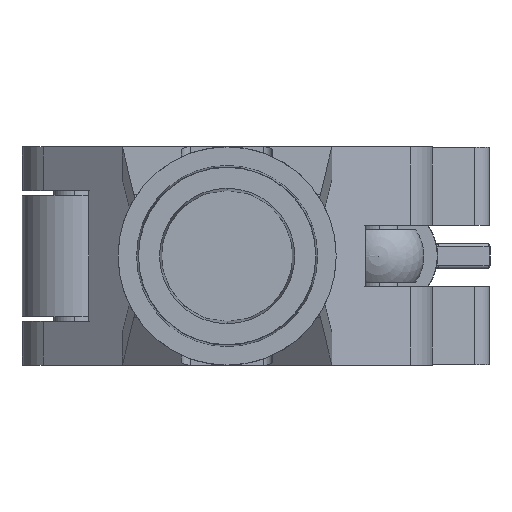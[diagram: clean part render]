
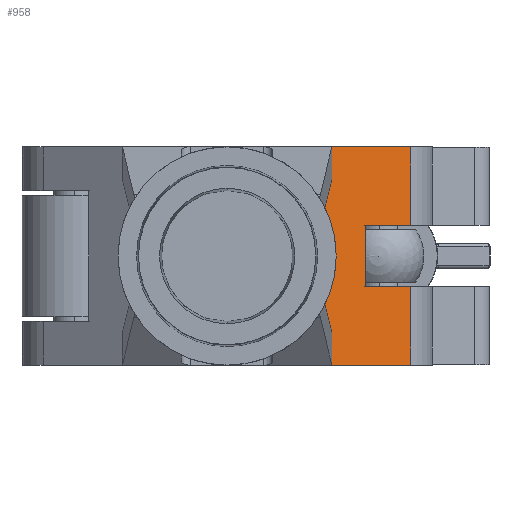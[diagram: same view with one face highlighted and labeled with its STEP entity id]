
A CAD part, front view. The second image highlights one B-rep face of the part: STEP entity #958.
In plain terms, the highlighted face is planar.
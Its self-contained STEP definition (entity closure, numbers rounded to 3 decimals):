
#21 = DIRECTION ( 'NONE',  ( 0., 0., -1. ) ) ;
#56 = ORIENTED_EDGE ( 'NONE', *, *, #2905, .T. ) ;
#59 = CARTESIAN_POINT ( 'NONE',  ( -42.115, -22.663, 25. ) ) ;
#251 = CARTESIAN_POINT ( 'NONE',  ( -19.708, -39.16, 16.412 ) ) ;
#446 = CARTESIAN_POINT ( 'NONE',  ( -24., -36., 25. ) ) ;
#620 = DIRECTION ( 'NONE',  ( 0., 0., -1. ) ) ;
#662 = EDGE_LOOP ( 'NONE', ( #10047, #3105, #4953, #9445, #10098, #4081, #3100, #9236, #6073, #56, #5736, #1462 ) ) ;
#675 = DIRECTION ( 'NONE',  ( 0.787, -0.58, 0.21 ) ) ;
#696 = CARTESIAN_POINT ( 'NONE',  ( -42.115, -22.663, 7. ) ) ;
#718 = LINE ( 'NONE', #696, #8934 ) ;
#729 = VECTOR ( 'NONE', #675, 1000. ) ;
#769 = VECTOR ( 'NONE', #620, 1000. ) ;
#852 = AXIS2_PLACEMENT_3D ( 'NONE', #949, #4260, #9743 ) ;
#933 = EDGE_CURVE ( 'NONE', #7481, #3863, #6616, .T. ) ;
#949 = CARTESIAN_POINT ( 'NONE',  ( -42.115, -22.663, 25. ) ) ;
#958 = ADVANCED_FACE ( 'NONE', ( #2865 ), #9710, .F. ) ;
#1005 = VECTOR ( 'NONE', #2588, 1000. ) ;
#1047 = CARTESIAN_POINT ( 'NONE',  ( -42.115, -22.663, 25. ) ) ;
#1204 = VECTOR ( 'NONE', #8881, 1000. ) ;
#1271 = LINE ( 'NONE', #4558, #2659 ) ;
#1344 = CARTESIAN_POINT ( 'NONE',  ( -42.115, -22.663, 25. ) ) ;
#1462 = ORIENTED_EDGE ( 'NONE', *, *, #9633, .F. ) ;
#1717 = DIRECTION ( 'NONE',  ( 0.787, -0.58, -0.21 ) ) ;
#1764 = DIRECTION ( 'NONE',  ( 0., 0., 1. ) ) ;
#1831 = LINE ( 'NONE', #10104, #4334 ) ;
#1834 = CARTESIAN_POINT ( 'NONE',  ( -42.115, -22.663, -25. ) ) ;
#1882 = EDGE_CURVE ( 'NONE', #3863, #3175, #1831, .T. ) ;
#2196 = DIRECTION ( 'NONE',  ( 0., 0., -1. ) ) ;
#2219 = EDGE_CURVE ( 'NONE', #7044, #5802, #718, .T. ) ;
#2399 = EDGE_CURVE ( 'NONE', #6147, #7069, #7569, .T. ) ;
#2407 = VECTOR ( 'NONE', #21, 1000. ) ;
#2588 = DIRECTION ( 'NONE',  ( 0.805, -0.593, 0. ) ) ;
#2659 = VECTOR ( 'NONE', #7691, 1000. ) ;
#2728 = VERTEX_POINT ( 'NONE', #446 ) ;
#2865 = FACE_OUTER_BOUND ( 'NONE', #662, .T. ) ;
#2881 = VECTOR ( 'NONE', #4462, 1000. ) ;
#2905 = EDGE_CURVE ( 'NONE', #8911, #7044, #4524, .T. ) ;
#3042 = LINE ( 'NONE', #7907, #769 ) ;
#3051 = CARTESIAN_POINT ( 'NONE',  ( -24., -36., 25. ) ) ;
#3060 = CARTESIAN_POINT ( 'NONE',  ( -18.4, -40.123, 16.064 ) ) ;
#3100 = ORIENTED_EDGE ( 'NONE', *, *, #933, .F. ) ;
#3105 = ORIENTED_EDGE ( 'NONE', *, *, #6820, .T. ) ;
#3175 = VERTEX_POINT ( 'NONE', #5153 ) ;
#3505 = LINE ( 'NONE', #1344, #8977 ) ;
#3863 = VERTEX_POINT ( 'NONE', #3060 ) ;
#4081 = ORIENTED_EDGE ( 'NONE', *, *, #1882, .F. ) ;
#4260 = DIRECTION ( 'NONE',  ( 0.593, 0.805, 0. ) ) ;
#4321 = CARTESIAN_POINT ( 'NONE',  ( -42.115, -22.663, 7. ) ) ;
#4334 = VECTOR ( 'NONE', #2196, 1000. ) ;
#4462 = DIRECTION ( 'NONE',  ( 0., 0., -1. ) ) ;
#4483 = VECTOR ( 'NONE', #1717, 1000. ) ;
#4524 = LINE ( 'NONE', #59, #2407 ) ;
#4558 = CARTESIAN_POINT ( 'NONE',  ( -24., -36., 25. ) ) ;
#4656 = CARTESIAN_POINT ( 'NONE',  ( -24., -36., 17.556 ) ) ;
#4953 = ORIENTED_EDGE ( 'NONE', *, *, #2399, .T. ) ;
#4997 = LINE ( 'NONE', #3051, #2881 ) ;
#5153 = CARTESIAN_POINT ( 'NONE',  ( -18.4, -40.123, -16.064 ) ) ;
#5339 = DIRECTION ( 'NONE',  ( 0.805, -0.593, 0. ) ) ;
#5736 = ORIENTED_EDGE ( 'NONE', *, *, #2219, .T. ) ;
#5802 = VERTEX_POINT ( 'NONE', #7468 ) ;
#6073 = ORIENTED_EDGE ( 'NONE', *, *, #8678, .F. ) ;
#6147 = VERTEX_POINT ( 'NONE', #6363 ) ;
#6185 = EDGE_CURVE ( 'NONE', #6186, #3175, #7105, .T. ) ;
#6186 = VERTEX_POINT ( 'NONE', #7959 ) ;
#6363 = CARTESIAN_POINT ( 'NONE',  ( -42.115, -22.663, -25. ) ) ;
#6464 = CARTESIAN_POINT ( 'NONE',  ( -31.646, -30.371, -7. ) ) ;
#6616 = LINE ( 'NONE', #251, #4483 ) ;
#6687 = EDGE_CURVE ( 'NONE', #2728, #7481, #1271, .T. ) ;
#6820 = EDGE_CURVE ( 'NONE', #9731, #6147, #3042, .T. ) ;
#7044 = VERTEX_POINT ( 'NONE', #4321 ) ;
#7069 = VERTEX_POINT ( 'NONE', #7462 ) ;
#7105 = LINE ( 'NONE', #7851, #729 ) ;
#7120 = VERTEX_POINT ( 'NONE', #9909 ) ;
#7462 = CARTESIAN_POINT ( 'NONE',  ( -24., -36., -25. ) ) ;
#7468 = CARTESIAN_POINT ( 'NONE',  ( -31.646, -30.371, 7. ) ) ;
#7481 = VERTEX_POINT ( 'NONE', #4656 ) ;
#7569 = LINE ( 'NONE', #1834, #1204 ) ;
#7600 = LINE ( 'NONE', #6464, #8956 ) ;
#7691 = DIRECTION ( 'NONE',  ( 0., 0., -1. ) ) ;
#7851 = CARTESIAN_POINT ( 'NONE',  ( -19.708, -39.16, -16.412 ) ) ;
#7907 = CARTESIAN_POINT ( 'NONE',  ( -42.115, -22.663, 25. ) ) ;
#7959 = CARTESIAN_POINT ( 'NONE',  ( -24., -36., -17.556 ) ) ;
#8493 = EDGE_CURVE ( 'NONE', #9731, #7120, #9108, .T. ) ;
#8678 = EDGE_CURVE ( 'NONE', #8911, #2728, #3505, .T. ) ;
#8881 = DIRECTION ( 'NONE',  ( 0.805, -0.593, 0. ) ) ;
#8911 = VERTEX_POINT ( 'NONE', #1047 ) ;
#8934 = VECTOR ( 'NONE', #5339, 1000. ) ;
#8956 = VECTOR ( 'NONE', #1764, 1000. ) ;
#8977 = VECTOR ( 'NONE', #9964, 1000. ) ;
#9108 = LINE ( 'NONE', #9616, #1005 ) ;
#9236 = ORIENTED_EDGE ( 'NONE', *, *, #6687, .F. ) ;
#9421 = EDGE_CURVE ( 'NONE', #6186, #7069, #4997, .T. ) ;
#9445 = ORIENTED_EDGE ( 'NONE', *, *, #9421, .F. ) ;
#9616 = CARTESIAN_POINT ( 'NONE',  ( -42.115, -22.663, -7. ) ) ;
#9633 = EDGE_CURVE ( 'NONE', #7120, #5802, #7600, .T. ) ;
#9710 = PLANE ( 'NONE',  #852 ) ;
#9731 = VERTEX_POINT ( 'NONE', #9885 ) ;
#9743 = DIRECTION ( 'NONE',  ( -0.805, 0.593, 0. ) ) ;
#9885 = CARTESIAN_POINT ( 'NONE',  ( -42.115, -22.663, -7. ) ) ;
#9909 = CARTESIAN_POINT ( 'NONE',  ( -31.646, -30.371, -7. ) ) ;
#9964 = DIRECTION ( 'NONE',  ( 0.805, -0.593, 0. ) ) ;
#10047 = ORIENTED_EDGE ( 'NONE', *, *, #8493, .F. ) ;
#10098 = ORIENTED_EDGE ( 'NONE', *, *, #6185, .T. ) ;
#10104 = CARTESIAN_POINT ( 'NONE',  ( -18.4, -40.123, 23.984 ) ) ;
